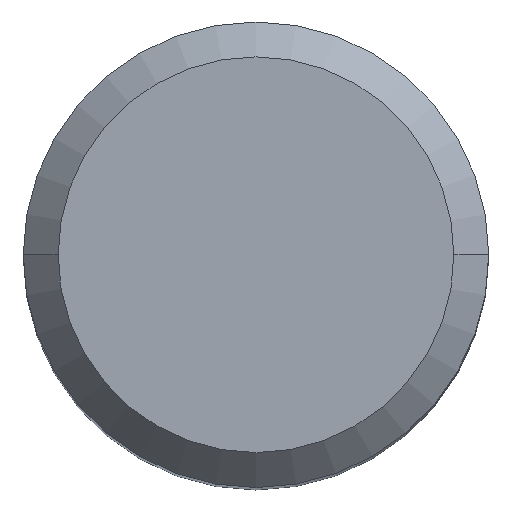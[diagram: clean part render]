
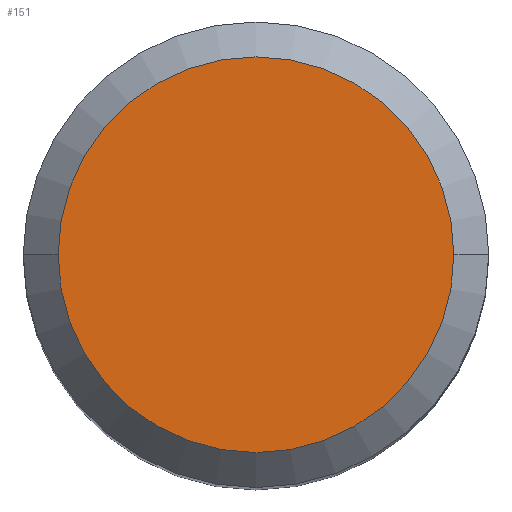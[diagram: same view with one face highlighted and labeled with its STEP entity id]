
A CAD part, top view. The second image highlights one B-rep face of the part: STEP entity #151.
In plain terms, the highlighted planar face has unit normal (0, 0, 1).
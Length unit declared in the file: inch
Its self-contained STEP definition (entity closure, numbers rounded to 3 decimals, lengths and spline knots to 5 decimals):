
#5 = EDGE_LOOP ( 'NONE', ( #153, #418 ) ) ;
#51 = DIRECTION ( 'NONE',  ( -1., 0., 0. ) ) ;
#58 = CIRCLE ( 'NONE', #344, 0.26563 ) ;
#87 = DIRECTION ( 'NONE',  ( 1., 0., 0. ) ) ;
#102 = CARTESIAN_POINT ( 'NONE',  ( 0.26563, 0., 0. ) ) ;
#118 = DIRECTION ( 'NONE',  ( 0., 0., 1. ) ) ;
#121 = CARTESIAN_POINT ( 'NONE',  ( 0., 0., 0. ) ) ;
#133 = AXIS2_PLACEMENT_3D ( 'NONE', #121, #276, #51 ) ;
#135 = CARTESIAN_POINT ( 'NONE',  ( -0.26563, 0., 0. ) ) ;
#151 = ADVANCED_FACE ( 'NONE', ( #396 ), #197, .F. ) ;
#153 = ORIENTED_EDGE ( 'NONE', *, *, #384, .T. ) ;
#156 = CARTESIAN_POINT ( 'NONE',  ( 0., 0., 0. ) ) ;
#163 = EDGE_CURVE ( 'NONE', #301, #348, #58, .T. ) ;
#166 = AXIS2_PLACEMENT_3D ( 'NONE', #221, #407, #484 ) ;
#197 = PLANE ( 'NONE',  #133 ) ;
#221 = CARTESIAN_POINT ( 'NONE',  ( 0., 0., 0. ) ) ;
#276 = DIRECTION ( 'NONE',  ( 0., 0., -1. ) ) ;
#301 = VERTEX_POINT ( 'NONE', #102 ) ;
#344 = AXIS2_PLACEMENT_3D ( 'NONE', #156, #118, #87 ) ;
#348 = VERTEX_POINT ( 'NONE', #135 ) ;
#384 = EDGE_CURVE ( 'NONE', #348, #301, #432, .T. ) ;
#396 = FACE_OUTER_BOUND ( 'NONE', #5, .T. ) ;
#407 = DIRECTION ( 'NONE',  ( 0., 0., 1. ) ) ;
#418 = ORIENTED_EDGE ( 'NONE', *, *, #163, .T. ) ;
#432 = CIRCLE ( 'NONE', #166, 0.26563 ) ;
#484 = DIRECTION ( 'NONE',  ( 1., 0., 0. ) ) ;
